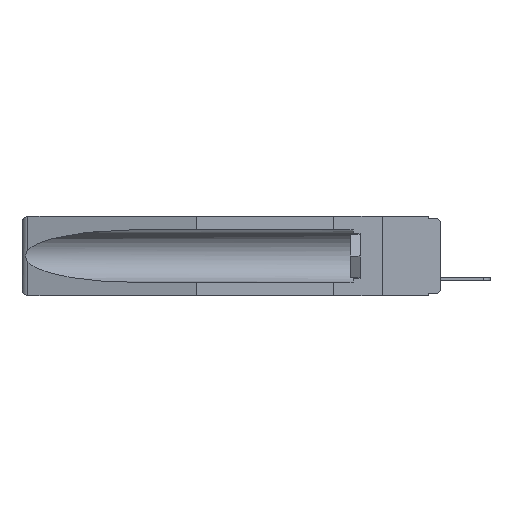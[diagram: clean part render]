
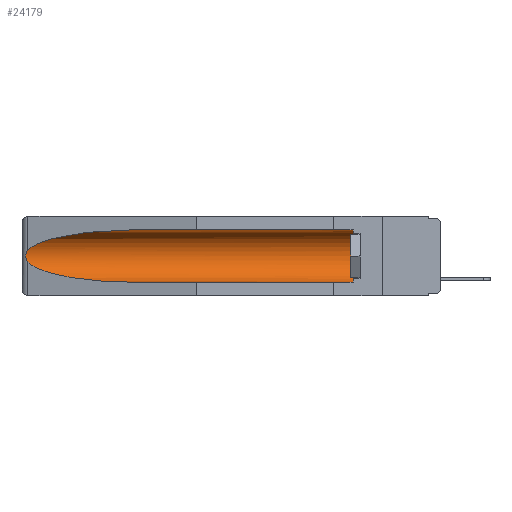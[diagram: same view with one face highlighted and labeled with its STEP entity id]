
A CAD part, left-side view. The second image highlights one B-rep face of the part: STEP entity #24179.
In plain terms, the highlighted cylindrical face has radius 2.857 mm (diameter 5.715 mm), a partial arc.
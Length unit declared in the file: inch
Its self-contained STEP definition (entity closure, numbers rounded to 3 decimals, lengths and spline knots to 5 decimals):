
#314 = EDGE_CURVE ( 'NONE', #26192, #20697, #17673, .T. ) ;
#2286 = CIRCLE ( 'NONE', #4327, 0.1125 ) ;
#2336 = CARTESIAN_POINT ( 'NONE',  ( 0.26597, 1.52961, -0.15275 ) ) ;
#2667 = CARTESIAN_POINT ( 'NONE',  ( 0.26537, 1.52718, -0.14972 ) ) ;
#2679 = LINE ( 'NONE', #18568, #6673 ) ;
#2750 = VERTEX_POINT ( 'NONE', #11326 ) ;
#2789 = CARTESIAN_POINT ( 'NONE',  ( 0.25451, 1.48313, -0.24835 ) ) ;
#2840 = ORIENTED_EDGE ( 'NONE', *, *, #11414, .T. ) ;
#3141 = VERTEX_POINT ( 'NONE', #2667 ) ;
#3186 = FACE_OUTER_BOUND ( 'NONE', #5973, .T. ) ;
#3723 = CARTESIAN_POINT ( 'NONE',  ( 0.2675, 1.53308, -0.16763 ) ) ;
#4000 = DIRECTION ( 'NONE',  ( 0., 0., 1. ) ) ;
#4079 = ORIENTED_EDGE ( 'NONE', *, *, #17998, .T. ) ;
#4180 = DIRECTION ( 'NONE',  ( 0., 1., 0. ) ) ;
#4297 = CARTESIAN_POINT ( 'NONE',  ( 0.26655, 1.53094, -0.18657 ) ) ;
#4327 = AXIS2_PLACEMENT_3D ( 'NONE', #12602, #18826, #19011 ) ;
#4473 = CARTESIAN_POINT ( 'NONE',  ( 0.26537, 1.52718, -0.14972 ) ) ;
#4851 = CARTESIAN_POINT ( 'NONE',  ( 0.26537, 1.52718, -0.19328 ) ) ;
#5352 = CARTESIAN_POINT ( 'NONE',  ( 0.155, 1.07973, -0.059 ) ) ;
#5731 = ORIENTED_EDGE ( 'NONE', *, *, #27115, .T. ) ;
#5908 = CARTESIAN_POINT ( 'NONE',  ( 0.25451, 1.48313, -0.09465 ) ) ;
#5927 = EDGE_CURVE ( 'NONE', #18690, #20697, #16189, .T. ) ;
#5973 = EDGE_LOOP ( 'NONE', ( #5731, #2840, #16694, #10830, #19950, #4079 ) ) ;
#6434 = CARTESIAN_POINT ( 'NONE',  ( 0.26597, 1.5296, -0.19026 ) ) ;
#6673 = VECTOR ( 'NONE', #16344, 39.37008 ) ;
#7196 = CARTESIAN_POINT ( 'NONE',  ( 0.155, 1.07973, -0.284 ) ) ;
#7789 = CARTESIAN_POINT ( 'NONE',  ( 0.26537, 1.52718, -0.14972 ) ) ;
#8571 = VECTOR ( 'NONE', #4180, 39.37008 ) ;
#8573 = CARTESIAN_POINT ( 'NONE',  ( 0.26537, 1.52718, -0.19328 ) ) ;
#10484 = DIRECTION ( 'NONE',  ( 0., 1., 0. ) ) ;
#10830 = ORIENTED_EDGE ( 'NONE', *, *, #5927, .F. ) ;
#11230 = CARTESIAN_POINT ( 'NONE',  ( 0.21114, 1.30732, -0.284 ) ) ;
#11326 = CARTESIAN_POINT ( 'NONE',  ( 0.155, 1.07973, -0.059 ) ) ;
#11414 = EDGE_CURVE ( 'NONE', #3141, #26192, #19371, .T. ) ;
#12602 = CARTESIAN_POINT ( 'NONE',  ( 0.155, 0.126, -0.1715 ) ) ;
#14487 = CARTESIAN_POINT ( 'NONE',  ( 0.2673, 1.53269, -0.17917 ) ) ;
#16189 = LINE ( 'NONE', #19118, #8571 ) ;
#16344 = DIRECTION ( 'NONE',  ( 0., 1., 0. ) ) ;
#16674 = AXIS2_PLACEMENT_3D ( 'NONE', #16700, #10484, #4000 ) ;
#16694 = ORIENTED_EDGE ( 'NONE', *, *, #314, .T. ) ;
#16700 = CARTESIAN_POINT ( 'NONE',  ( 0.155, -0.30754, -0.1715 ) ) ;
#17673 =( BOUNDED_CURVE ( )  B_SPLINE_CURVE ( 3, ( #21973, #2789, #11230, #26258 ),
 .UNSPECIFIED., .F., .F. ) 
 B_SPLINE_CURVE_WITH_KNOTS ( ( 4, 4 ),
 ( 0.1948, 1.5708 ),
 .UNSPECIFIED. ) 
 CURVE ( )  GEOMETRIC_REPRESENTATION_ITEM ( )  RATIONAL_B_SPLINE_CURVE ( ( 1., 0.848, 0.848, 1. ) ) 
 REPRESENTATION_ITEM ( '' )  );
#17998 = EDGE_CURVE ( 'NONE', #24685, #2750, #2679, .T. ) ;
#18568 = CARTESIAN_POINT ( 'NONE',  ( 0.155, -0.30754, -0.059 ) ) ;
#18690 = VERTEX_POINT ( 'NONE', #23849 ) ;
#18826 = DIRECTION ( 'NONE',  ( 0., -1., 0. ) ) ;
#19011 = DIRECTION ( 'NONE',  ( 0., 0., 1. ) ) ;
#19118 = CARTESIAN_POINT ( 'NONE',  ( 0.155, -0.30754, -0.284 ) ) ;
#19307 = CARTESIAN_POINT ( 'NONE',  ( 0.26654, 1.53092, -0.15636 ) ) ;
#19371 = B_SPLINE_CURVE_WITH_KNOTS ( 'NONE', 3,
 ( #4473, #2336, #19307, #27202, #3723, #22827, #14487, #4297, #6434, #8573 ),
 .UNSPECIFIED., .F., .F.,
 ( 4, 2, 2, 2, 4 ),
 ( 0., 0.00029, 0.00058, 0.00087, 0.00117 ),
 .UNSPECIFIED. ) ;
#19715 = EDGE_CURVE ( 'NONE', #18690, #24685, #2286, .T. ) ;
#19950 = ORIENTED_EDGE ( 'NONE', *, *, #19715, .T. ) ;
#20195 = CARTESIAN_POINT ( 'NONE',  ( 0.21114, 1.30732, -0.059 ) ) ;
#20697 = VERTEX_POINT ( 'NONE', #7196 ) ;
#21973 = CARTESIAN_POINT ( 'NONE',  ( 0.26537, 1.52718, -0.19328 ) ) ;
#22784 = CARTESIAN_POINT ( 'NONE',  ( 0.155, 0.126, -0.059 ) ) ;
#22827 = CARTESIAN_POINT ( 'NONE',  ( 0.2675, 1.53308, -0.17534 ) ) ;
#23849 = CARTESIAN_POINT ( 'NONE',  ( 0.155, 0.126, -0.284 ) ) ;
#24179 = ADVANCED_FACE ( 'NONE', ( #3186 ), #24423, .F. ) ;
#24423 = CYLINDRICAL_SURFACE ( 'NONE', #16674, 0.1125 ) ;
#24685 = VERTEX_POINT ( 'NONE', #22784 ) ;
#25661 =( BOUNDED_CURVE ( )  B_SPLINE_CURVE ( 3, ( #5352, #20195, #5908, #7789 ),
 .UNSPECIFIED., .F., .F. ) 
 B_SPLINE_CURVE_WITH_KNOTS ( ( 4, 4 ),
 ( 4.71239, 6.08839 ),
 .UNSPECIFIED. ) 
 CURVE ( )  GEOMETRIC_REPRESENTATION_ITEM ( )  RATIONAL_B_SPLINE_CURVE ( ( 1., 0.848, 0.848, 1. ) ) 
 REPRESENTATION_ITEM ( '' )  );
#26192 = VERTEX_POINT ( 'NONE', #4851 ) ;
#26258 = CARTESIAN_POINT ( 'NONE',  ( 0.155, 1.07973, -0.284 ) ) ;
#27115 = EDGE_CURVE ( 'NONE', #2750, #3141, #25661, .T. ) ;
#27202 = CARTESIAN_POINT ( 'NONE',  ( 0.2673, 1.5327, -0.16383 ) ) ;
